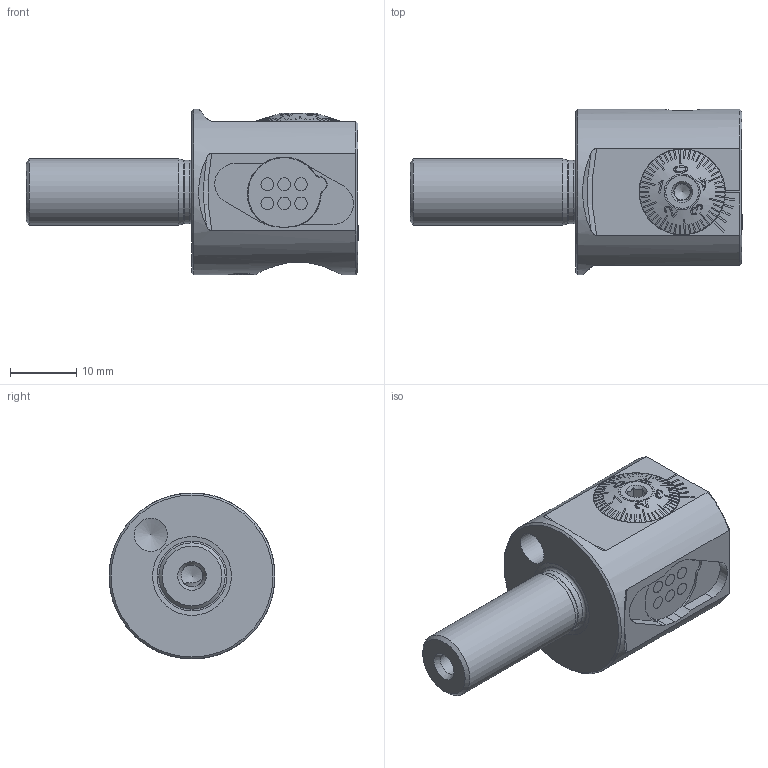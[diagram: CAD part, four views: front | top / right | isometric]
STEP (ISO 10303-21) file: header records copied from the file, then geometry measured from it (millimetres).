
FILE_DESCRIPTION (( 'STEP AP214' ), '1' );
FILE_NAME ('SH1.A25.DA4.025.STEP', '2020-12-17T10:33:26', ( '' ), ( '' ), 'SwSTEP 2.0', 'SolidWorks 2017', '' );
FILE_SCHEMA (( 'AUTOMOTIVE_DESIGN' ));
Length unit declared in the file: millimetre
Products named in the file (18): A25-BG3.005.018_B; DIN 3771 - 11x1; A25-BG2.010.009_B; F25-BG2.013.004_A; WCA-ER2.001.006_A; A25-BG2.008.004_B; SH1-A25.DA3.025_A_bohrungen gef〕lt; Klebstoff D5; A25-BG1.009.004_B_M7x0.25; SH1.A25.DA4.025; A25-BG1.DA3.013_A; F25-BG2.013.003_A; ISO 2338 - 3 h8 x 16; PEE-DA3.011.026_A; Fxx-MAB.xxx.xxx_A_F25-DA3; ISO 4026 - M4 x 8; A25-BG1.DA4.013; ISO 4026 - M5 x 4_PreviewCfg
Assembly tree (17 placements, depth 3):
  SH1.A25.DA4.025
    SH1-A25.DA3.025_A_bohrungen gef〕lt
    A25-BG1.DA4.013
      A25-BG1.DA3.013_A
      A25-BG1.009.004_B_M7x0.25
      A25-BG2.008.004_B
      A25-BG2.010.009_B
      F25-BG2.013.003_A
      F25-BG2.013.004_A
      DIN 3771 - 11x1
      ISO 4026 - M4 x 8
      Fxx-MAB.xxx.xxx_A_F25-DA3
    A25-BG3.005.018_B
    ISO 4026 - M5 x 4_PreviewCfg
    WCA-ER2.001.006_A
    Klebstoff D5
    PEE-DA3.011.026_A
    ISO 2338 - 3 h8 x 16
Bounding box: 50.01 x 25 x 25 mm (x, y, z)
Volume: 11490.8 mm3; surface area: 9660.6 mm2
Topology: 16 solids, 16 shells, 667 faces, 1747 edges, 1135 vertices
Faces by surface type: plane 395, cone 113, cylinder 99, bspline 38, torus 21, sphere 1
Full cylindrical faces by diameter (mm): 1.197 x1, 1.2 x1, 1.9 x6, 2 x1, 2.1 x2, 2.4 x1, 2.5 x2, 2.7 x1, 3 x3, 3.3 x3, 3.4 x1, 4 x2, 4.2 x2, 4.95 x2, 5 x8, 6.6 x1, 6.75 x1, 7 x2, 7.3 x1, 7.4 x1, 9 x2, 9.2 x1, 9.6 x1, 10 x3, 10.55 x1, 10.65 x1, 12.85 x1, 12.98 x1, 13 x3, 25 x1
Entity records: 31375 total; most frequent: CARTESIAN_POINT 11814, ORIENTED_EDGE 3146, DIRECTION 2718, EDGE_CURVE 1573, VERTEX_POINT 1092, AXIS2_PLACEMENT_3D 998, EDGE_LOOP 851, FACE_OUTER_BOUND 745
